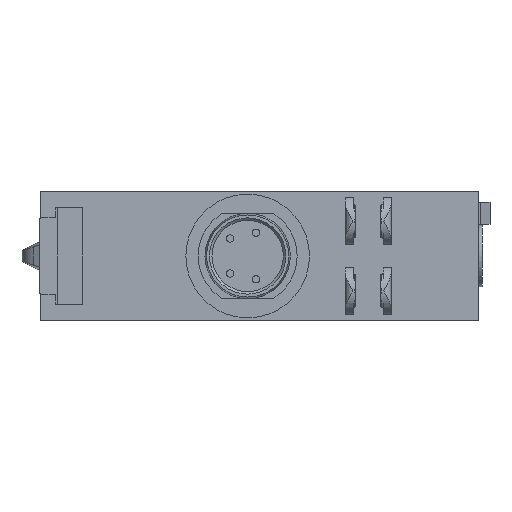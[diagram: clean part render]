
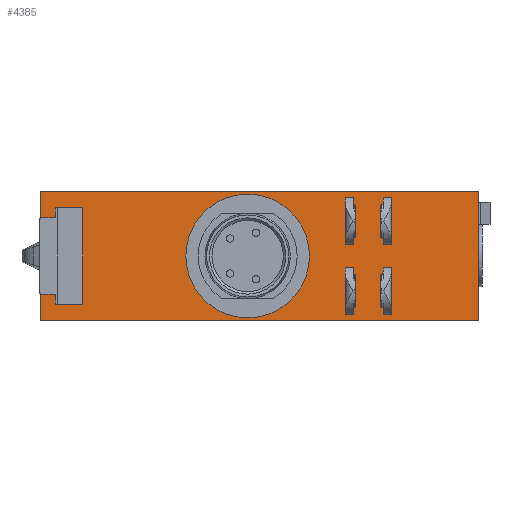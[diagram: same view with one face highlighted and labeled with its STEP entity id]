
A CAD part, front view. The second image highlights one B-rep face of the part: STEP entity #4385.
In plain terms, the highlighted planar face has unit normal (0, -1, 0).
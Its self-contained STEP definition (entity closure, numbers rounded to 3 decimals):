
#67=CIRCLE('',#4615,5.);
#483=ORIENTED_EDGE('',*,*,#1343,.T.);
#484=ORIENTED_EDGE('',*,*,#1344,.F.);
#485=ORIENTED_EDGE('',*,*,#1345,.F.);
#486=ORIENTED_EDGE('',*,*,#1189,.T.);
#487=ORIENTED_EDGE('',*,*,#1346,.T.);
#488=ORIENTED_EDGE('',*,*,#1347,.F.);
#489=ORIENTED_EDGE('',*,*,#1348,.F.);
#490=ORIENTED_EDGE('',*,*,#1349,.T.);
#491=ORIENTED_EDGE('',*,*,#1174,.F.);
#492=ORIENTED_EDGE('',*,*,#1350,.T.);
#493=ORIENTED_EDGE('',*,*,#1179,.T.);
#494=ORIENTED_EDGE('',*,*,#1351,.F.);
#495=ORIENTED_EDGE('',*,*,#1158,.F.);
#496=ORIENTED_EDGE('',*,*,#1352,.T.);
#497=ORIENTED_EDGE('',*,*,#1163,.T.);
#498=ORIENTED_EDGE('',*,*,#1184,.F.);
#499=ORIENTED_EDGE('',*,*,#1353,.F.);
#500=ORIENTED_EDGE('',*,*,#1282,.F.);
#501=ORIENTED_EDGE('',*,*,#1341,.T.);
#502=ORIENTED_EDGE('',*,*,#1354,.T.);
#503=ORIENTED_EDGE('',*,*,#1355,.T.);
#504=ORIENTED_EDGE('',*,*,#1143,.T.);
#505=ORIENTED_EDGE('',*,*,#1147,.T.);
#506=ORIENTED_EDGE('',*,*,#1151,.T.);
#507=ORIENTED_EDGE('',*,*,#1356,.T.);
#508=ORIENTED_EDGE('',*,*,#1357,.T.);
#509=ORIENTED_EDGE('',*,*,#1339,.T.);
#510=ORIENTED_EDGE('',*,*,#1235,.T.);
#511=ORIENTED_EDGE('',*,*,#1358,.F.);
#1143=EDGE_CURVE('',#1592,#1591,#1905,.T.);
#1147=EDGE_CURVE('',#1591,#1594,#1909,.T.);
#1151=EDGE_CURVE('',#1594,#1596,#1913,.T.);
#1158=EDGE_CURVE('',#1603,#1604,#1914,.T.);
#1163=EDGE_CURVE('',#1609,#1608,#1915,.T.);
#1174=EDGE_CURVE('',#1619,#1620,#1916,.T.);
#1179=EDGE_CURVE('',#1625,#1624,#1917,.T.);
#1184=EDGE_CURVE('',#1604,#1608,#1918,.T.);
#1189=EDGE_CURVE('',#1632,#1633,#1921,.T.);
#1235=EDGE_CURVE('',#1673,#1672,#1943,.T.);
#1282=EDGE_CURVE('',#1718,#1719,#1981,.T.);
#1339=EDGE_CURVE('',#1760,#1673,#2030,.T.);
#1341=EDGE_CURVE('',#1718,#1761,#2032,.T.);
#1343=EDGE_CURVE('',#1633,#1762,#2034,.T.);
#1344=EDGE_CURVE('',#1763,#1762,#2035,.T.);
#1345=EDGE_CURVE('',#1632,#1763,#2036,.T.);
#1346=EDGE_CURVE('',#1764,#1765,#2037,.T.);
#1347=EDGE_CURVE('',#1766,#1765,#2038,.T.);
#1348=EDGE_CURVE('',#1767,#1766,#2039,.T.);
#1349=EDGE_CURVE('',#1767,#1764,#2040,.T.);
#1350=EDGE_CURVE('',#1619,#1625,#2041,.T.);
#1351=EDGE_CURVE('',#1620,#1624,#2042,.T.);
#1352=EDGE_CURVE('',#1603,#1609,#2043,.T.);
#1353=EDGE_CURVE('',#1719,#1672,#2044,.T.);
#1354=EDGE_CURVE('',#1761,#1768,#2045,.T.);
#1355=EDGE_CURVE('',#1768,#1592,#2046,.T.);
#1356=EDGE_CURVE('',#1596,#1769,#2047,.T.);
#1357=EDGE_CURVE('',#1769,#1760,#2048,.T.);
#1358=EDGE_CURVE('',#1770,#1770,#67,.F.);
#1591=VERTEX_POINT('',#5736);
#1592=VERTEX_POINT('',#5738);
#1594=VERTEX_POINT('',#5744);
#1596=VERTEX_POINT('',#5751);
#1603=VERTEX_POINT('',#5778);
#1604=VERTEX_POINT('',#5780);
#1608=VERTEX_POINT('',#5796);
#1609=VERTEX_POINT('',#5798);
#1619=VERTEX_POINT('',#5837);
#1620=VERTEX_POINT('',#5839);
#1624=VERTEX_POINT('',#5855);
#1625=VERTEX_POINT('',#5857);
#1632=VERTEX_POINT('',#5892);
#1633=VERTEX_POINT('',#5893);
#1672=VERTEX_POINT('',#6019);
#1673=VERTEX_POINT('',#6021);
#1718=VERTEX_POINT('',#6113);
#1719=VERTEX_POINT('',#6115);
#1760=VERTEX_POINT('',#6250);
#1761=VERTEX_POINT('',#6255);
#1762=VERTEX_POINT('',#6260);
#1763=VERTEX_POINT('',#6262);
#1764=VERTEX_POINT('',#6265);
#1765=VERTEX_POINT('',#6266);
#1766=VERTEX_POINT('',#6268);
#1767=VERTEX_POINT('',#6270);
#1768=VERTEX_POINT('',#6277);
#1769=VERTEX_POINT('',#6280);
#1770=VERTEX_POINT('',#6283);
#1905=LINE('',#5737,#2206);
#1909=LINE('',#5745,#2210);
#1913=LINE('',#5752,#2214);
#1914=LINE('',#5779,#2215);
#1915=LINE('',#5797,#2216);
#1916=LINE('',#5838,#2217);
#1917=LINE('',#5856,#2218);
#1918=LINE('',#5872,#2219);
#1921=LINE('',#5891,#2222);
#1943=LINE('',#6020,#2244);
#1981=LINE('',#6114,#2282);
#2030=LINE('',#6252,#2331);
#2032=LINE('',#6256,#2333);
#2034=LINE('',#6259,#2335);
#2035=LINE('',#6261,#2336);
#2036=LINE('',#6263,#2337);
#2037=LINE('',#6264,#2338);
#2038=LINE('',#6267,#2339);
#2039=LINE('',#6269,#2340);
#2040=LINE('',#6271,#2341);
#2041=LINE('',#6272,#2342);
#2042=LINE('',#6273,#2343);
#2043=LINE('',#6274,#2344);
#2044=LINE('',#6275,#2345);
#2045=LINE('',#6276,#2346);
#2046=LINE('',#6278,#2347);
#2047=LINE('',#6279,#2348);
#2048=LINE('',#6281,#2349);
#2206=VECTOR('',#4848,1000.);
#2210=VECTOR('',#4854,1000.);
#2214=VECTOR('',#4860,1000.);
#2215=VECTOR('',#4867,1000.);
#2216=VECTOR('',#4872,1000.);
#2217=VECTOR('',#4883,1000.);
#2218=VECTOR('',#4888,1000.);
#2219=VECTOR('',#4895,1000.);
#2222=VECTOR('',#4904,1000.);
#2244=VECTOR('',#4974,1000.);
#2282=VECTOR('',#5032,1000.);
#2331=VECTOR('',#5115,1000.);
#2333=VECTOR('',#5119,1000.);
#2335=VECTOR('',#5123,1000.);
#2336=VECTOR('',#5124,1000.);
#2337=VECTOR('',#5125,1000.);
#2338=VECTOR('',#5126,1000.);
#2339=VECTOR('',#5127,1000.);
#2340=VECTOR('',#5128,1000.);
#2341=VECTOR('',#5129,1000.);
#2342=VECTOR('',#5130,1000.);
#2343=VECTOR('',#5131,1000.);
#2344=VECTOR('',#5132,1000.);
#2345=VECTOR('',#5133,1000.);
#2346=VECTOR('',#5134,1000.);
#2347=VECTOR('',#5135,1000.);
#2348=VECTOR('',#5136,1000.);
#2349=VECTOR('',#5137,1000.);
#2535=EDGE_LOOP('',(#483,#484,#485,#486));
#2536=EDGE_LOOP('',(#487,#488,#489,#490));
#2537=EDGE_LOOP('',(#491,#492,#493,#494));
#2538=EDGE_LOOP('',(#495,#496,#497,#498));
#2539=EDGE_LOOP('',(#499,#500,#501,#502,#503,#504,#505,#506,#507,#508,#509,
#510));
#2540=EDGE_LOOP('',(#511));
#2767=FACE_BOUND('',#2535,.T.);
#2768=FACE_BOUND('',#2536,.T.);
#2769=FACE_BOUND('',#2537,.T.);
#2770=FACE_BOUND('',#2538,.T.);
#2771=FACE_BOUND('',#2539,.T.);
#2772=FACE_BOUND('',#2540,.T.);
#2979=PLANE('',#4614);
#4385=ADVANCED_FACE('',(#2767,#2768,#2769,#2770,#2771,#2772),#2979,.F.);
#4614=AXIS2_PLACEMENT_3D('',#6258,#5121,#5122);
#4615=AXIS2_PLACEMENT_3D('',#6282,#5138,#5139);
#4848=DIRECTION('',(1.,0.,0.));
#4854=DIRECTION('',(0.,0.,-1.));
#4860=DIRECTION('',(-1.,0.,0.));
#4867=DIRECTION('',(-1.,0.,0.));
#4872=DIRECTION('',(-1.,0.,0.));
#4883=DIRECTION('',(-1.,0.,0.));
#4888=DIRECTION('',(-1.,0.,0.));
#4895=DIRECTION('',(0.,0.,-1.));
#4904=DIRECTION('',(0.,0.,-1.));
#4974=DIRECTION('',(1.,0.,0.));
#5032=DIRECTION('',(1.,0.,0.));
#5115=DIRECTION('',(0.,0.,-1.));
#5119=DIRECTION('',(0.,0.,-1.));
#5121=DIRECTION('',(0.,1.,0.));
#5122=DIRECTION('',(-1.,0.,0.));
#5123=DIRECTION('',(-1.,0.,0.));
#5124=DIRECTION('',(0.,0.,-1.));
#5125=DIRECTION('',(-1.,0.,0.));
#5126=DIRECTION('',(-1.,0.,0.));
#5127=DIRECTION('',(0.,0.,-1.));
#5128=DIRECTION('',(-1.,0.,0.));
#5129=DIRECTION('',(0.,0.,-1.));
#5130=DIRECTION('',(0.,0.,-1.));
#5131=DIRECTION('',(0.,0.,-1.));
#5132=DIRECTION('',(0.,0.,-1.));
#5133=DIRECTION('',(0.,0.,-1.));
#5134=DIRECTION('',(1.,0.,0.));
#5135=DIRECTION('',(0.,0.,1.));
#5136=DIRECTION('',(0.,0.,1.));
#5137=DIRECTION('',(-1.,0.,0.));
#5138=DIRECTION('',(0.,1.,0.));
#5139=DIRECTION('',(-1.,0.,0.));
#5736=CARTESIAN_POINT('',(-13.35,0.,3.9));
#5737=CARTESIAN_POINT('',(-15.55,0.,3.9));
#5738=CARTESIAN_POINT('',(-15.55,0.,3.9));
#5744=CARTESIAN_POINT('',(-13.35,0.,-3.9));
#5745=CARTESIAN_POINT('',(-13.35,0.,3.9));
#5751=CARTESIAN_POINT('',(-15.55,0.,-3.9));
#5752=CARTESIAN_POINT('',(-13.35,0.,-3.9));
#5778=CARTESIAN_POINT('',(8.55,0.,-0.919));
#5779=CARTESIAN_POINT('',(11.71,0.,-0.919));
#5780=CARTESIAN_POINT('',(7.9,0.,-0.919));
#5796=CARTESIAN_POINT('',(7.9,0.,-4.701));
#5797=CARTESIAN_POINT('',(11.71,0.,-4.701));
#5798=CARTESIAN_POINT('',(8.55,0.,-4.701));
#5837=CARTESIAN_POINT('',(8.55,0.,4.701));
#5838=CARTESIAN_POINT('',(11.71,0.,4.701));
#5839=CARTESIAN_POINT('',(7.9,0.,4.701));
#5855=CARTESIAN_POINT('',(7.9,0.,0.919));
#5856=CARTESIAN_POINT('',(11.71,0.,0.919));
#5857=CARTESIAN_POINT('',(8.55,0.,0.919));
#5872=CARTESIAN_POINT('',(7.9,0.,4.81));
#5891=CARTESIAN_POINT('',(11.6,0.,4.81));
#5892=CARTESIAN_POINT('',(11.6,0.,-0.919));
#5893=CARTESIAN_POINT('',(11.6,0.,-4.701));
#6019=CARTESIAN_POINT('',(18.65,0.,-5.2));
#6020=CARTESIAN_POINT('',(-16.75,0.,-5.2));
#6021=CARTESIAN_POINT('',(-16.75,0.,-5.2));
#6113=CARTESIAN_POINT('',(-16.75,0.,5.2));
#6114=CARTESIAN_POINT('',(-16.75,0.,5.2));
#6115=CARTESIAN_POINT('',(18.65,0.,5.2));
#6250=CARTESIAN_POINT('',(-16.75,0.,-3.1));
#6252=CARTESIAN_POINT('',(-16.75,0.,5.2));
#6255=CARTESIAN_POINT('',(-16.75,0.,3.1));
#6256=CARTESIAN_POINT('',(-16.75,0.,5.2));
#6258=CARTESIAN_POINT('',(-16.75,0.,5.2));
#6259=CARTESIAN_POINT('',(11.71,0.,-4.701));
#6260=CARTESIAN_POINT('',(10.95,0.,-4.701));
#6261=CARTESIAN_POINT('',(10.95,0.,10.));
#6262=CARTESIAN_POINT('',(10.95,0.,-0.919));
#6263=CARTESIAN_POINT('',(11.71,0.,-0.919));
#6264=CARTESIAN_POINT('',(11.71,0.,0.919));
#6265=CARTESIAN_POINT('',(11.6,0.,0.919));
#6266=CARTESIAN_POINT('',(10.95,0.,0.919));
#6267=CARTESIAN_POINT('',(10.95,0.,10.));
#6268=CARTESIAN_POINT('',(10.95,0.,4.701));
#6269=CARTESIAN_POINT('',(11.71,0.,4.701));
#6270=CARTESIAN_POINT('',(11.6,0.,4.701));
#6271=CARTESIAN_POINT('',(11.6,0.,4.81));
#6272=CARTESIAN_POINT('',(8.55,0.,10.));
#6273=CARTESIAN_POINT('',(7.9,0.,4.81));
#6274=CARTESIAN_POINT('',(8.55,0.,10.));
#6275=CARTESIAN_POINT('',(18.65,0.,5.2));
#6276=CARTESIAN_POINT('',(-16.75,0.,3.1));
#6277=CARTESIAN_POINT('',(-15.55,0.,3.1));
#6278=CARTESIAN_POINT('',(-15.55,0.,3.1));
#6279=CARTESIAN_POINT('',(-15.55,0.,-3.9));
#6280=CARTESIAN_POINT('',(-15.55,0.,-3.1));
#6281=CARTESIAN_POINT('',(-15.55,0.,-3.1));
#6282=CARTESIAN_POINT('',(0.,0.,0.));
#6283=CARTESIAN_POINT('',(-5.,0.,0.));
